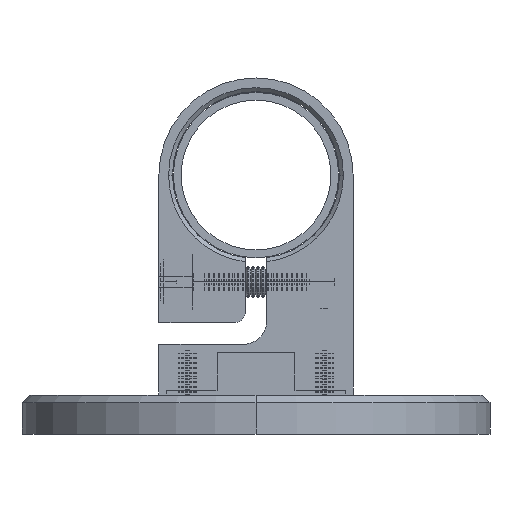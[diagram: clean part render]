
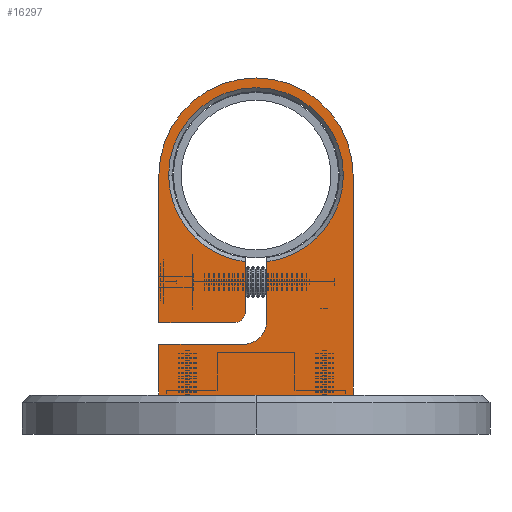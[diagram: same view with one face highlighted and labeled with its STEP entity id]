
A CAD part, front view. The second image highlights one B-rep face of the part: STEP entity #16297.
In plain terms, the highlighted face is planar.
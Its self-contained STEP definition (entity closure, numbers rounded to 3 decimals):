
#316 = CARTESIAN_POINT ( 'NONE',  ( 8., 18.5, 24.9 ) ) ;
#341 = DIRECTION ( 'NONE',  ( 0., 0., -1. ) ) ;
#441 = AXIS2_PLACEMENT_3D ( 'NONE', #10202, #12169, #341 ) ;
#445 = CIRCLE ( 'NONE', #22299, 6. ) ;
#447 = DIRECTION ( 'NONE',  ( -1., 0., 0. ) ) ;
#1294 = CARTESIAN_POINT ( 'NONE',  ( 8., 0., 24.9 ) ) ;
#1476 = LINE ( 'NONE', #17962, #10132 ) ;
#1662 = CARTESIAN_POINT ( 'NONE',  ( 8., 18.5, 5.75 ) ) ;
#2151 = ORIENTED_EDGE ( 'NONE', *, *, #16798, .T. ) ;
#2197 = FACE_OUTER_BOUND ( 'NONE', #17933, .T. ) ;
#2523 = CARTESIAN_POINT ( 'NONE',  ( 8., 21.5, 2.75 ) ) ;
#3241 = VERTEX_POINT ( 'NONE', #14741 ) ;
#3501 = AXIS2_PLACEMENT_3D ( 'NONE', #9886, #15568, #19581 ) ;
#3793 = VERTEX_POINT ( 'NONE', #13642 ) ;
#3794 = DIRECTION ( 'NONE',  ( 0., -1., 0. ) ) ;
#3797 = CIRCLE ( 'NONE', #13697, 22.4 ) ;
#3916 = EDGE_CURVE ( 'NONE', #13279, #15127, #10418, .T. ) ;
#4346 = AXIS2_PLACEMENT_3D ( 'NONE', #23904, #447, #14105 ) ;
#4681 = VERTEX_POINT ( 'NONE', #4908 ) ;
#4901 = EDGE_CURVE ( 'NONE', #13947, #14513, #22749, .T. ) ;
#4908 = CARTESIAN_POINT ( 'NONE',  ( 8., 19., -2.75 ) ) ;
#5168 = VECTOR ( 'NONE', #3794, 1000. ) ;
#5233 = LINE ( 'NONE', #18594, #25038 ) ;
#5463 = DIRECTION ( 'NONE',  ( 0., 0., -1. ) ) ;
#5688 = DIRECTION ( 'NONE',  ( 1., 0., 0. ) ) ;
#5742 = AXIS2_PLACEMENT_3D ( 'NONE', #7507, #5688, #23683 ) ;
#5844 = EDGE_CURVE ( 'NONE', #24975, #4681, #445, .T. ) ;
#6312 = LINE ( 'NONE', #1294, #15267 ) ;
#6366 = DIRECTION ( 'NONE',  ( -1., 0., 0. ) ) ;
#6793 = EDGE_CURVE ( 'NONE', #17278, #22165, #10638, .T. ) ;
#7013 = ORIENTED_EDGE ( 'NONE', *, *, #6793, .T. ) ;
#7289 = LINE ( 'NONE', #21869, #18424 ) ;
#7316 = CARTESIAN_POINT ( 'NONE',  ( 8., 18.5, 5.75 ) ) ;
#7333 = PLANE ( 'NONE',  #5742 ) ;
#7507 = CARTESIAN_POINT ( 'NONE',  ( 8., 56.4, 0. ) ) ;
#7856 = ORIENTED_EDGE ( 'NONE', *, *, #16911, .F. ) ;
#7871 = VERTEX_POINT ( 'NONE', #10391 ) ;
#8146 = ORIENTED_EDGE ( 'NONE', *, *, #3916, .F. ) ;
#8409 = CARTESIAN_POINT ( 'NONE',  ( 8., 56.4, 24.9 ) ) ;
#8701 = CARTESIAN_POINT ( 'NONE',  ( 8., 34.169, 2.75 ) ) ;
#8876 = EDGE_CURVE ( 'NONE', #3793, #16203, #9380, .T. ) ;
#8958 = ORIENTED_EDGE ( 'NONE', *, *, #23283, .T. ) ;
#9255 = DIRECTION ( 'NONE',  ( 0., 0., -1. ) ) ;
#9380 = LINE ( 'NONE', #8409, #18343 ) ;
#9613 = ORIENTED_EDGE ( 'NONE', *, *, #4901, .F. ) ;
#9886 = CARTESIAN_POINT ( 'NONE',  ( 8., 56.4, 0. ) ) ;
#10132 = VECTOR ( 'NONE', #19965, 1000. ) ;
#10202 = CARTESIAN_POINT ( 'NONE',  ( 8., 56.4, 0. ) ) ;
#10225 = ORIENTED_EDGE ( 'NONE', *, *, #8876, .T. ) ;
#10391 = CARTESIAN_POINT ( 'NONE',  ( 8., 0., -24.9 ) ) ;
#10418 = LINE ( 'NONE', #17877, #5168 ) ;
#10638 = CIRCLE ( 'NONE', #441, 24.9 ) ;
#11129 = EDGE_CURVE ( 'NONE', #4681, #24608, #7289, .T. ) ;
#11726 = DIRECTION ( 'NONE',  ( 0., 1., 0. ) ) ;
#11924 = ORIENTED_EDGE ( 'NONE', *, *, #13174, .T. ) ;
#12049 = ORIENTED_EDGE ( 'NONE', *, *, #11129, .F. ) ;
#12169 = DIRECTION ( 'NONE',  ( 1., 0., 0. ) ) ;
#12212 = CARTESIAN_POINT ( 'NONE',  ( 8., 56.4, 0. ) ) ;
#12353 = ORIENTED_EDGE ( 'NONE', *, *, #5844, .F. ) ;
#12385 = DIRECTION ( 'NONE',  ( 0., -1., 0. ) ) ;
#12428 = ORIENTED_EDGE ( 'NONE', *, *, #24114, .T. ) ;
#12500 = CARTESIAN_POINT ( 'NONE',  ( 8., 19., 3.25 ) ) ;
#13174 = EDGE_CURVE ( 'NONE', #13279, #25019, #20226, .T. ) ;
#13279 = VERTEX_POINT ( 'NONE', #8701 ) ;
#13642 = CARTESIAN_POINT ( 'NONE',  ( 8., 13., 24.9 ) ) ;
#13697 = AXIS2_PLACEMENT_3D ( 'NONE', #25438, #17279, #5463 ) ;
#13916 = ORIENTED_EDGE ( 'NONE', *, *, #20013, .T. ) ;
#13947 = VERTEX_POINT ( 'NONE', #1662 ) ;
#14105 = DIRECTION ( 'NONE',  ( 0., 0., 1. ) ) ;
#14136 = VECTOR ( 'NONE', #17742, 1000. ) ;
#14424 = DIRECTION ( 'NONE',  ( 0., 0., -1. ) ) ;
#14483 = DIRECTION ( 'NONE',  ( 1., 0., 0. ) ) ;
#14513 = VERTEX_POINT ( 'NONE', #316 ) ;
#14741 = CARTESIAN_POINT ( 'NONE',  ( 8., 56.4, -22.4 ) ) ;
#15127 = VERTEX_POINT ( 'NONE', #2523 ) ;
#15267 = VECTOR ( 'NONE', #9255, 1000. ) ;
#15568 = DIRECTION ( 'NONE',  ( -1., 0., 0. ) ) ;
#16203 = VERTEX_POINT ( 'NONE', #20429 ) ;
#16266 = DIRECTION ( 'NONE',  ( 0., 0., -1. ) ) ;
#16297 = ADVANCED_FACE ( 'NONE', ( #2197 ), #7333, .T. ) ;
#16798 = EDGE_CURVE ( 'NONE', #3241, #24608, #23237, .T. ) ;
#16911 = EDGE_CURVE ( 'NONE', #15127, #13947, #24468, .T. ) ;
#17121 = AXIS2_PLACEMENT_3D ( 'NONE', #12212, #6366, #16266 ) ;
#17278 = VERTEX_POINT ( 'NONE', #19469 ) ;
#17279 = DIRECTION ( 'NONE',  ( -1., 0., 0. ) ) ;
#17742 = DIRECTION ( 'NONE',  ( 0., 1., 0. ) ) ;
#17871 = EDGE_CURVE ( 'NONE', #3793, #24975, #5233, .T. ) ;
#17877 = CARTESIAN_POINT ( 'NONE',  ( 8., 35.177, 2.75 ) ) ;
#17933 = EDGE_LOOP ( 'NONE', ( #8146, #11924, #12428, #2151, #12049, #12353, #20044, #10225, #8958, #13916, #7013, #24711, #9613, #7856 ) ) ;
#17962 = CARTESIAN_POINT ( 'NONE',  ( 8., 56.4, 24.9 ) ) ;
#18107 = VECTOR ( 'NONE', #20990, 1000. ) ;
#18233 = CARTESIAN_POINT ( 'NONE',  ( 8., 56.4, 22.4 ) ) ;
#18323 = LINE ( 'NONE', #25638, #14136 ) ;
#18343 = VECTOR ( 'NONE', #12385, 1000. ) ;
#18424 = VECTOR ( 'NONE', #11726, 1000. ) ;
#18480 = DIRECTION ( 'NONE',  ( 0., 0., -1. ) ) ;
#18594 = CARTESIAN_POINT ( 'NONE',  ( 8., 13., 24.9 ) ) ;
#18605 = CARTESIAN_POINT ( 'NONE',  ( 8., 34.169, -2.75 ) ) ;
#19469 = CARTESIAN_POINT ( 'NONE',  ( 8., 56.4, -24.9 ) ) ;
#19581 = DIRECTION ( 'NONE',  ( 0., 0., -1. ) ) ;
#19965 = DIRECTION ( 'NONE',  ( 0., -1., 0. ) ) ;
#20013 = EDGE_CURVE ( 'NONE', #7871, #17278, #18323, .T. ) ;
#20044 = ORIENTED_EDGE ( 'NONE', *, *, #17871, .F. ) ;
#20226 = CIRCLE ( 'NONE', #17121, 22.4 ) ;
#20429 = CARTESIAN_POINT ( 'NONE',  ( 8., 0., 24.9 ) ) ;
#20459 = EDGE_CURVE ( 'NONE', #22165, #14513, #1476, .T. ) ;
#20990 = DIRECTION ( 'NONE',  ( 0., 0., 1. ) ) ;
#21869 = CARTESIAN_POINT ( 'NONE',  ( 8., 19., -2.75 ) ) ;
#22165 = VERTEX_POINT ( 'NONE', #25545 ) ;
#22299 = AXIS2_PLACEMENT_3D ( 'NONE', #12500, #14483, #18480 ) ;
#22727 = CARTESIAN_POINT ( 'NONE',  ( 8., 13., 3.25 ) ) ;
#22749 = LINE ( 'NONE', #7316, #18107 ) ;
#23237 = CIRCLE ( 'NONE', #3501, 22.4 ) ;
#23283 = EDGE_CURVE ( 'NONE', #16203, #7871, #6312, .T. ) ;
#23683 = DIRECTION ( 'NONE',  ( 0., 0., -1. ) ) ;
#23904 = CARTESIAN_POINT ( 'NONE',  ( 8., 21.5, 5.75 ) ) ;
#24114 = EDGE_CURVE ( 'NONE', #25019, #3241, #3797, .T. ) ;
#24468 = CIRCLE ( 'NONE', #4346, 3. ) ;
#24608 = VERTEX_POINT ( 'NONE', #18605 ) ;
#24711 = ORIENTED_EDGE ( 'NONE', *, *, #20459, .T. ) ;
#24975 = VERTEX_POINT ( 'NONE', #22727 ) ;
#25019 = VERTEX_POINT ( 'NONE', #18233 ) ;
#25038 = VECTOR ( 'NONE', #14424, 1000. ) ;
#25438 = CARTESIAN_POINT ( 'NONE',  ( 8., 56.4, 0. ) ) ;
#25545 = CARTESIAN_POINT ( 'NONE',  ( 8., 56.4, 24.9 ) ) ;
#25638 = CARTESIAN_POINT ( 'NONE',  ( 8., 0., -24.9 ) ) ;
